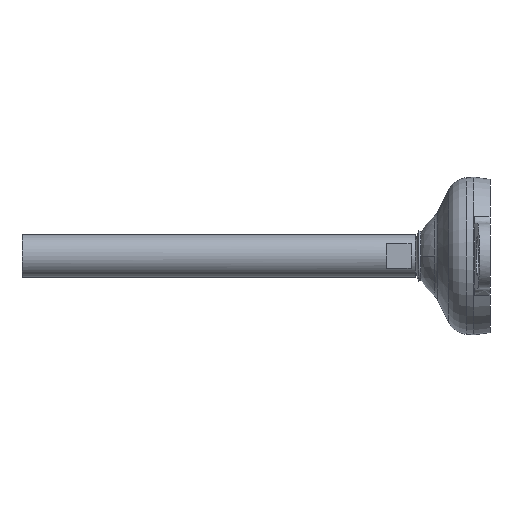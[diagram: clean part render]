
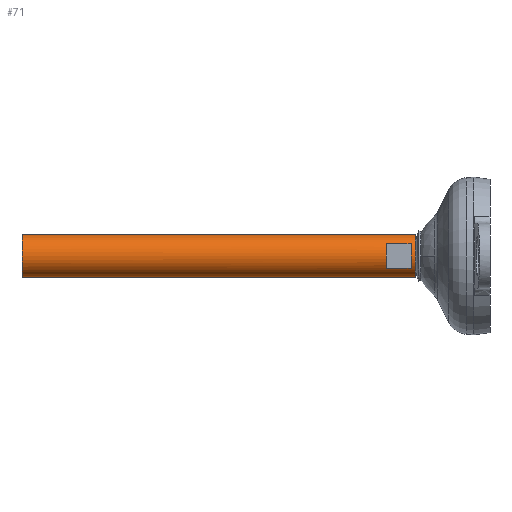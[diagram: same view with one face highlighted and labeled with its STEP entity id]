
A CAD part, left-side view. The second image highlights one B-rep face of the part: STEP entity #71.
In plain terms, the highlighted cylindrical face has radius 8 mm (diameter 16 mm), a partial arc.
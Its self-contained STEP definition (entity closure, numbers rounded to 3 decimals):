
#2 = ORIENTED_EDGE ( 'NONE', *, *, #1004, .T. ) ;
#9 = VERTEX_POINT ( 'NONE', #430 ) ;
#21 = AXIS2_PLACEMENT_3D ( 'NONE', #58, #1126, #318 ) ;
#58 = CARTESIAN_POINT ( 'NONE',  ( 0., 178., 0. ) ) ;
#71 = ADVANCED_FACE ( 'NONE', ( #1505, #1360 ), #275, .T. ) ;
#77 = ORIENTED_EDGE ( 'NONE', *, *, #694, .T. ) ;
#80 = CARTESIAN_POINT ( 'NONE',  ( -6.5, 30., 4.664 ) ) ;
#97 = CIRCLE ( 'NONE', #1081, 8. ) ;
#124 = VECTOR ( 'NONE', #533, 1000. ) ;
#128 = CARTESIAN_POINT ( 'NONE',  ( -6.5, 39.5, 4.664 ) ) ;
#145 = EDGE_LOOP ( 'NONE', ( #868, #691, #852, #2 ) ) ;
#161 = DIRECTION ( 'NONE',  ( 0., -1., 0. ) ) ;
#168 = DIRECTION ( 'NONE',  ( 0., -1., 0. ) ) ;
#181 = CARTESIAN_POINT ( 'NONE',  ( 0., 178., 8. ) ) ;
#185 = ORIENTED_EDGE ( 'NONE', *, *, #255, .F. ) ;
#255 = EDGE_CURVE ( 'NONE', #1099, #1325, #97, .T. ) ;
#275 = CYLINDRICAL_SURFACE ( 'NONE', #343, 8. ) ;
#300 = CARTESIAN_POINT ( 'NONE',  ( -6.5, 0., -4.664 ) ) ;
#318 = DIRECTION ( 'NONE',  ( 0., 0., -1. ) ) ;
#343 = AXIS2_PLACEMENT_3D ( 'NONE', #1219, #161, #1483 ) ;
#366 = EDGE_LOOP ( 'NONE', ( #1510, #77, #470, #185 ) ) ;
#419 = CARTESIAN_POINT ( 'NONE',  ( 0., 28.5, -8. ) ) ;
#430 = CARTESIAN_POINT ( 'NONE',  ( -6.5, 39.5, -4.664 ) ) ;
#468 = VECTOR ( 'NONE', #854, 1000. ) ;
#470 = ORIENTED_EDGE ( 'NONE', *, *, #1627, .T. ) ;
#497 = DIRECTION ( 'NONE',  ( 0., -1., 0. ) ) ;
#533 = DIRECTION ( 'NONE',  ( 0., -1., 0. ) ) ;
#551 = AXIS2_PLACEMENT_3D ( 'NONE', #1022, #1038, #635 ) ;
#571 = EDGE_CURVE ( 'NONE', #761, #9, #985, .T. ) ;
#635 = DIRECTION ( 'NONE',  ( 0., 0., 1. ) ) ;
#668 = VERTEX_POINT ( 'NONE', #181 ) ;
#670 = DIRECTION ( 'NONE',  ( 0., 0., -1. ) ) ;
#691 = ORIENTED_EDGE ( 'NONE', *, *, #757, .T. ) ;
#694 = EDGE_CURVE ( 'NONE', #668, #1344, #1144, .T. ) ;
#697 = VECTOR ( 'NONE', #497, 1000. ) ;
#742 = DIRECTION ( 'NONE',  ( 0., -1., 0. ) ) ;
#757 = EDGE_CURVE ( 'NONE', #9, #1284, #1282, .T. ) ;
#761 = VERTEX_POINT ( 'NONE', #1187 ) ;
#847 = CARTESIAN_POINT ( 'NONE',  ( 0., 30., 0. ) ) ;
#852 = ORIENTED_EDGE ( 'NONE', *, *, #1124, .T. ) ;
#854 = DIRECTION ( 'NONE',  ( 0., 1., 0. ) ) ;
#868 = ORIENTED_EDGE ( 'NONE', *, *, #571, .T. ) ;
#985 = LINE ( 'NONE', #300, #468 ) ;
#1004 = EDGE_CURVE ( 'NONE', #1145, #761, #1254, .T. ) ;
#1021 = CARTESIAN_POINT ( 'NONE',  ( 0., 28.5, 8. ) ) ;
#1022 = CARTESIAN_POINT ( 'NONE',  ( 0., 39.5, 0. ) ) ;
#1027 = EDGE_CURVE ( 'NONE', #668, #1099, #1203, .T. ) ;
#1038 = DIRECTION ( 'NONE',  ( 0., 1., 0. ) ) ;
#1046 = DIRECTION ( 'NONE',  ( 0., -1., 0. ) ) ;
#1081 = AXIS2_PLACEMENT_3D ( 'NONE', #1666, #1046, #1183 ) ;
#1099 = VERTEX_POINT ( 'NONE', #1021 ) ;
#1124 = EDGE_CURVE ( 'NONE', #1284, #1145, #1419, .T. ) ;
#1126 = DIRECTION ( 'NONE',  ( 0., -1., 0. ) ) ;
#1144 = CIRCLE ( 'NONE', #21, 8. ) ;
#1145 = VERTEX_POINT ( 'NONE', #80 ) ;
#1173 = AXIS2_PLACEMENT_3D ( 'NONE', #847, #168, #670 ) ;
#1183 = DIRECTION ( 'NONE',  ( 0., 0., -1. ) ) ;
#1184 = CARTESIAN_POINT ( 'NONE',  ( 0., 0., -8. ) ) ;
#1187 = CARTESIAN_POINT ( 'NONE',  ( -6.5, 30., -4.664 ) ) ;
#1203 = LINE ( 'NONE', #1730, #124 ) ;
#1219 = CARTESIAN_POINT ( 'NONE',  ( 0., 0., 0. ) ) ;
#1254 = CIRCLE ( 'NONE', #1173, 8. ) ;
#1282 = CIRCLE ( 'NONE', #551, 8. ) ;
#1284 = VERTEX_POINT ( 'NONE', #128 ) ;
#1325 = VERTEX_POINT ( 'NONE', #419 ) ;
#1344 = VERTEX_POINT ( 'NONE', #1639 ) ;
#1360 = FACE_BOUND ( 'NONE', #145, .T. ) ;
#1419 = LINE ( 'NONE', #1559, #1442 ) ;
#1432 = LINE ( 'NONE', #1184, #697 ) ;
#1442 = VECTOR ( 'NONE', #742, 1000. ) ;
#1483 = DIRECTION ( 'NONE',  ( 0., 0., -1. ) ) ;
#1505 = FACE_OUTER_BOUND ( 'NONE', #366, .T. ) ;
#1510 = ORIENTED_EDGE ( 'NONE', *, *, #1027, .F. ) ;
#1559 = CARTESIAN_POINT ( 'NONE',  ( -6.5, 0., 4.664 ) ) ;
#1627 = EDGE_CURVE ( 'NONE', #1344, #1325, #1432, .T. ) ;
#1639 = CARTESIAN_POINT ( 'NONE',  ( 0., 178., -8. ) ) ;
#1666 = CARTESIAN_POINT ( 'NONE',  ( 0., 28.5, 0. ) ) ;
#1730 = CARTESIAN_POINT ( 'NONE',  ( 0., 0., 8. ) ) ;
